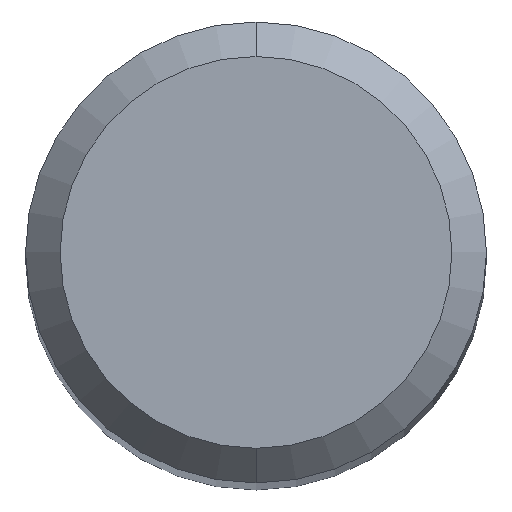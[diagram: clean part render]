
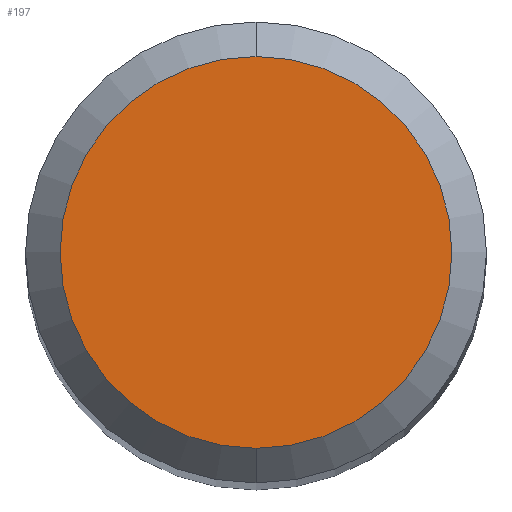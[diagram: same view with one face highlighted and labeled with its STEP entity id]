
A CAD part, top view. The second image highlights one B-rep face of the part: STEP entity #197.
In plain terms, the highlighted planar face has unit normal (0, 0, 1).
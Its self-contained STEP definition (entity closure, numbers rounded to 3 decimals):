
#197=ADVANCED_FACE('',(#528),#529,.T.);
#217=VERTEX_POINT('',#550);
#299=VERTEX_POINT('',#642);
#447=EDGE_CURVE('',#299,#217,#805,.T.);
#491=EDGE_CURVE('',#217,#299,#853,.T.);
#528=FACE_OUTER_BOUND('',#888,.T.);
#529=PLANE('',#889);
#550=CARTESIAN_POINT('',(0.0,1.7,0.0));
#642=CARTESIAN_POINT('',(0.,-1.7,0.0));
#805=CIRCLE('',#1397,1.7);
#853=CIRCLE('',#1526,1.7);
#888=EDGE_LOOP('',(#1542,#1543));
#889=AXIS2_PLACEMENT_3D('',#1544,#1545,#1546);
#1397=AXIS2_PLACEMENT_3D('',#1868,#1869,#1870);
#1526=AXIS2_PLACEMENT_3D('',#1923,#1924,#1925);
#1542=ORIENTED_EDGE('',*,*,#491,.F.);
#1543=ORIENTED_EDGE('',*,*,#447,.F.);
#1544=CARTESIAN_POINT('',(0.0,0.85,0.0));
#1545=DIRECTION('',(-0.0,0.0,1.0));
#1546=DIRECTION('',(0.0,-1.0,0.0));
#1868=CARTESIAN_POINT('',(0.0,0.0,0.0));
#1869=DIRECTION('',(0.0,0.0,-1.0));
#1870=DIRECTION('',(0.0,1.0,0.0));
#1923=CARTESIAN_POINT('',(0.0,0.0,0.0));
#1924=DIRECTION('',(0.0,0.0,-1.0));
#1925=DIRECTION('',(0.0,1.0,0.0));
